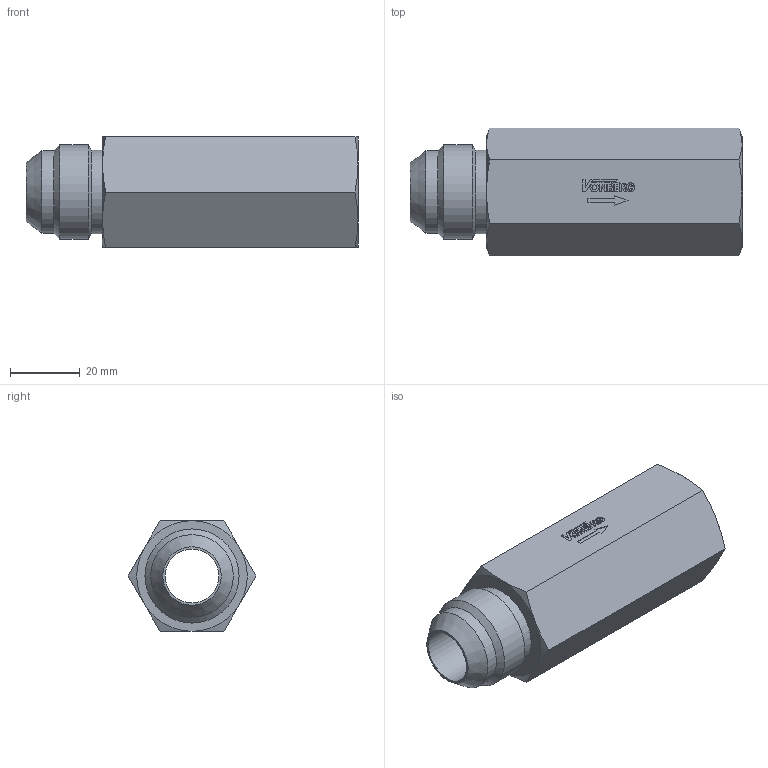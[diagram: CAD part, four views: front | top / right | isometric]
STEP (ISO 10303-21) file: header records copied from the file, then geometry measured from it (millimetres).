
FILE_DESCRIPTION((''),'2;1');
FILE_NAME('10312-612.stp','2015-01-02T14:44:10',('jml'),(''),'Autodesk Inventor 2010','Autodesk Inventor 2010','');
FILE_SCHEMA(('AUTOMOTIVE_DESIGN { 1 0 10303 214 1 1 1 1 }'));
Length unit declared in the file: inch
Products named in the file (1): 10312-612
Bounding box: 95.25 x 36.66 x 31.75 mm (x, y, z)
Volume: 49155.1 mm3; surface area: 16249.3 mm2
Topology: 1 solids, 1 shells, 132 faces, 324 edges, 210 vertices
Faces by surface type: plane 94, cylinder 20, cone 17, torus 1
Full cylindrical faces by diameter (mm): 1.392 x1, 15.469 x1, 23.698 x1, 24.054 x1, 24.689 x1, 26.975 x1
Entity records: 3888 total; most frequent: CARTESIAN_POINT 701, ORIENTED_EDGE 622, DIRECTION 610, EDGE_CURVE 311, VECTOR 230, LINE 230, VERTEX_POINT 209, AXIS2_PLACEMENT_3D 190
